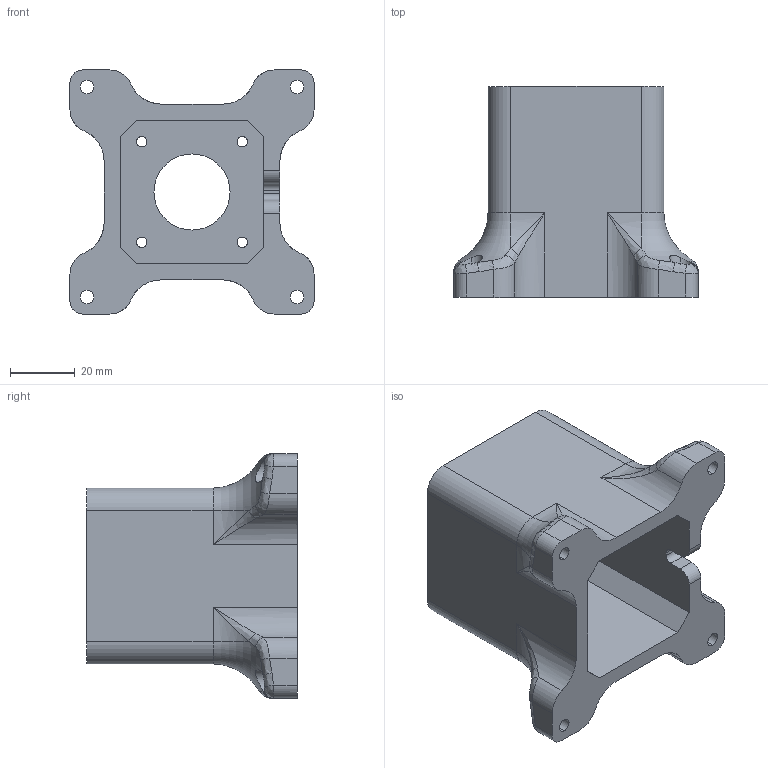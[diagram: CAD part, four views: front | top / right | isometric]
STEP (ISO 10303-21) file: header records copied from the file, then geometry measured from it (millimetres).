
FILE_DESCRIPTION (( 'STEP AP203' ), '1' );
FILE_NAME ('1M3A_Predeterminado_sldprt.STEP', '2024-02-29T15:19:27', ( '' ), ( '' ), 'SwSTEP 2.0', 'SolidWorks 2022', '' );
FILE_SCHEMA (( 'CONFIG_CONTROL_DESIGN' ));
Length unit declared in the file: millimetre
Products named in the file (1): 1M3A_Predeterminado_sldprt
Bounding box: 75.3 x 65 x 75.3 mm (x, y, z)
Volume: 87472.8 mm3; surface area: 32878.1 mm2
Topology: 1 solids, 1 shells, 152 faces, 390 edges, 236 vertices
Faces by surface type: cylinder 70, bspline 44, plane 34, torus 4
Entity records: 6653 total; most frequent: CARTESIAN_POINT 3165, ORIENTED_EDGE 764, DIRECTION 644, EDGE_CURVE 382, AXIS2_PLACEMENT_3D 253, VERTEX_POINT 236, EDGE_LOOP 174, ADVANCED_FACE 152
